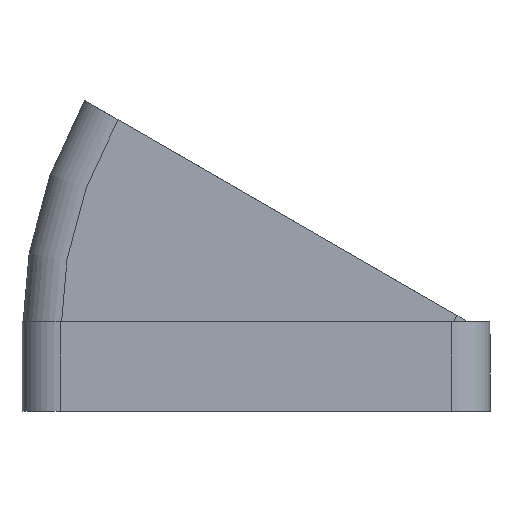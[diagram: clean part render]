
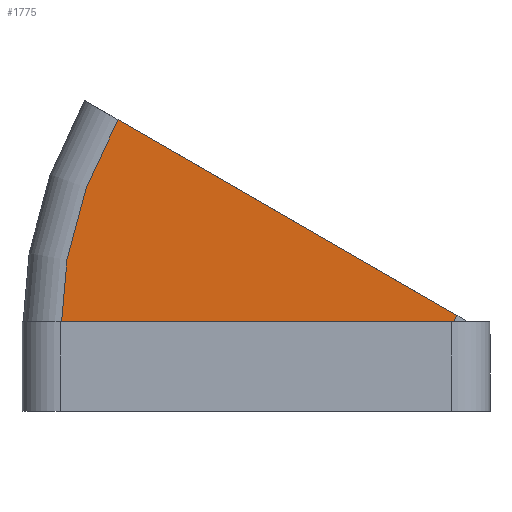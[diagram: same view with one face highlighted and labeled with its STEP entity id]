
A CAD part, left-side view. The second image highlights one B-rep face of the part: STEP entity #1775.
In plain terms, the highlighted planar face has unit normal (-1, 0, 0).
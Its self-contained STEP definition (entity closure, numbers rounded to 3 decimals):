
#165=LINE('',#2874,#338);
#190=LINE('',#2972,#363);
#201=LINE('',#3006,#374);
#202=LINE('',#3008,#375);
#338=VECTOR('',#2344,10.);
#363=VECTOR('',#2429,10.);
#374=VECTOR('',#2468,10.);
#375=VECTOR('',#2471,10.);
#508=FACE_OUTER_BOUND('',#619,.T.);
#619=EDGE_LOOP('',(#1591,#1592,#1593,#1594,#1595,#1596));
#681=CIRCLE('',#1915,3.);
#683=CIRCLE('',#1918,33.5);
#832=VERTEX_POINT('',#2871);
#833=VERTEX_POINT('',#2873);
#838=VERTEX_POINT('',#2902);
#840=VERTEX_POINT('',#2907);
#857=VERTEX_POINT('',#2969);
#858=VERTEX_POINT('',#2971);
#1055=EDGE_CURVE('',#832,#833,#165,.T.);
#1067=EDGE_CURVE('',#838,#833,#681,.T.);
#1069=EDGE_CURVE('',#840,#832,#683,.T.);
#1096=EDGE_CURVE('',#857,#858,#190,.T.);
#1114=EDGE_CURVE('',#858,#840,#201,.T.);
#1115=EDGE_CURVE('',#857,#838,#202,.T.);
#1591=ORIENTED_EDGE('',*,*,#1114,.F.);
#1592=ORIENTED_EDGE('',*,*,#1096,.F.);
#1593=ORIENTED_EDGE('',*,*,#1115,.T.);
#1594=ORIENTED_EDGE('',*,*,#1067,.T.);
#1595=ORIENTED_EDGE('',*,*,#1055,.F.);
#1596=ORIENTED_EDGE('',*,*,#1069,.F.);
#1678=PLANE('',#1953);
#1775=ADVANCED_FACE('',(#508),#1678,.T.);
#1915=AXIS2_PLACEMENT_3D('',#2904,#2366,#2367);
#1918=AXIS2_PLACEMENT_3D('',#2909,#2372,#2373);
#1953=AXIS2_PLACEMENT_3D('',#3007,#2469,#2470);
#2344=DIRECTION('',(0.,-0.866,-0.5));
#2366=DIRECTION('center_axis',(1.,0.,0.));
#2367=DIRECTION('ref_axis',(0.,1.,0.));
#2372=DIRECTION('center_axis',(1.,0.,0.));
#2373=DIRECTION('ref_axis',(0.,1.,0.));
#2429=DIRECTION('',(0.,1.,0.));
#2468=DIRECTION('',(0.,0.,1.));
#2469=DIRECTION('center_axis',(-1.,0.,0.));
#2470=DIRECTION('ref_axis',(0.,1.,0.));
#2471=DIRECTION('',(0.,0.,1.));
#2871=CARTESIAN_POINT('',(33.5,10.762,15.75));
#2873=CARTESIAN_POINT('',(33.5,-15.652,0.5));
#2874=CARTESIAN_POINT('',(33.5,10.762,15.75));
#2902=CARTESIAN_POINT('',(33.5,-15.25,-1.));
#2904=CARTESIAN_POINT('Origin',(33.5,-18.25,-1.));
#2907=CARTESIAN_POINT('',(33.5,15.25,-1.));
#2909=CARTESIAN_POINT('Origin',(33.5,-18.25,-1.));
#2969=CARTESIAN_POINT('',(33.5,-15.25,-7.));
#2971=CARTESIAN_POINT('',(33.5,15.25,-7.));
#2972=CARTESIAN_POINT('',(33.5,15.25,-7.));
#3006=CARTESIAN_POINT('',(33.5,15.25,-5.));
#3007=CARTESIAN_POINT('Origin',(33.5,-15.25,-5.));
#3008=CARTESIAN_POINT('',(33.5,-15.25,-5.));
